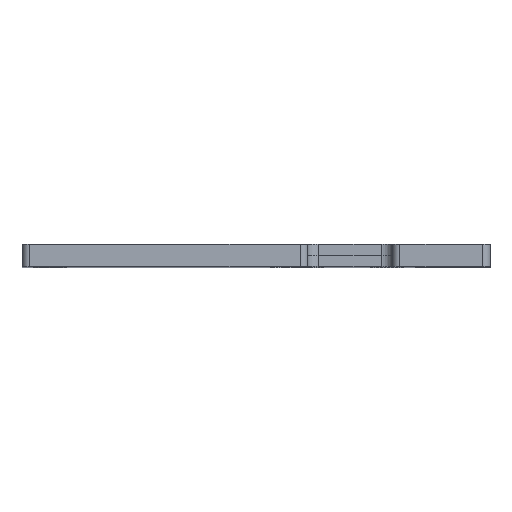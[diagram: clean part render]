
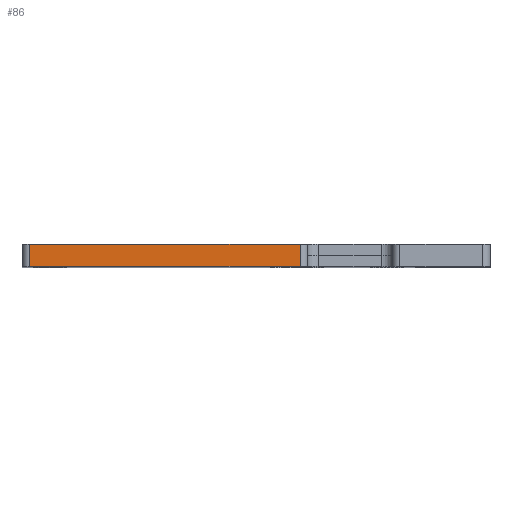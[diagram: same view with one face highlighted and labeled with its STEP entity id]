
A CAD part, top view. The second image highlights one B-rep face of the part: STEP entity #86.
In plain terms, the highlighted planar face has unit normal (0, 0, 1).
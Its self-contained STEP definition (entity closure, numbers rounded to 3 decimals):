
#7 = ORIENTED_EDGE ( 'NONE', *, *, #1443, .T. ) ;
#86 = ADVANCED_FACE ( 'NONE', ( #2818 ), #1520, .F. ) ;
#244 = VERTEX_POINT ( 'NONE', #1182 ) ;
#340 = CARTESIAN_POINT ( 'NONE',  ( 37.75, 0., 0. ) ) ;
#384 = CARTESIAN_POINT ( 'NONE',  ( 37.75, 3., 0. ) ) ;
#429 = EDGE_CURVE ( 'NONE', #3833, #4858, #5397, .T. ) ;
#717 = CARTESIAN_POINT ( 'NONE',  ( 1., 3., 0. ) ) ;
#803 = DIRECTION ( 'NONE',  ( 0., -1., 0. ) ) ;
#1182 = CARTESIAN_POINT ( 'NONE',  ( 1., 0., 0. ) ) ;
#1252 = CARTESIAN_POINT ( 'NONE',  ( 1., 3., 0. ) ) ;
#1443 = EDGE_CURVE ( 'NONE', #244, #4858, #5679, .T. ) ;
#1520 = PLANE ( 'NONE',  #3960 ) ;
#1635 = LINE ( 'NONE', #1252, #4916 ) ;
#1768 = VERTEX_POINT ( 'NONE', #717 ) ;
#1943 = CARTESIAN_POINT ( 'NONE',  ( 1., 0., 0. ) ) ;
#1969 = VECTOR ( 'NONE', #4915, 1000. ) ;
#2000 = CARTESIAN_POINT ( 'NONE',  ( 1., 3., 0. ) ) ;
#2415 = EDGE_CURVE ( 'NONE', #1768, #3833, #3170, .T. ) ;
#2466 = DIRECTION ( 'NONE',  ( -1., 0., 0. ) ) ;
#2649 = VECTOR ( 'NONE', #4229, 1000. ) ;
#2668 = ORIENTED_EDGE ( 'NONE', *, *, #4547, .T. ) ;
#2818 = FACE_OUTER_BOUND ( 'NONE', #4859, .T. ) ;
#2972 = ORIENTED_EDGE ( 'NONE', *, *, #2415, .F. ) ;
#3075 = CARTESIAN_POINT ( 'NONE',  ( 37.75, 3., 0. ) ) ;
#3170 = LINE ( 'NONE', #3309, #2649 ) ;
#3261 = DIRECTION ( 'NONE',  ( 0., -1., 0. ) ) ;
#3309 = CARTESIAN_POINT ( 'NONE',  ( 1., 3., 0. ) ) ;
#3833 = VERTEX_POINT ( 'NONE', #3075 ) ;
#3960 = AXIS2_PLACEMENT_3D ( 'NONE', #2000, #5318, #2466 ) ;
#4160 = VECTOR ( 'NONE', #3261, 1000. ) ;
#4229 = DIRECTION ( 'NONE',  ( 1., 0., 0. ) ) ;
#4547 = EDGE_CURVE ( 'NONE', #1768, #244, #1635, .T. ) ;
#4858 = VERTEX_POINT ( 'NONE', #340 ) ;
#4859 = EDGE_LOOP ( 'NONE', ( #7, #5960, #2972, #2668 ) ) ;
#4915 = DIRECTION ( 'NONE',  ( 1., 0., 0. ) ) ;
#4916 = VECTOR ( 'NONE', #803, 1000. ) ;
#5318 = DIRECTION ( 'NONE',  ( 0., 0., -1. ) ) ;
#5397 = LINE ( 'NONE', #384, #4160 ) ;
#5679 = LINE ( 'NONE', #1943, #1969 ) ;
#5960 = ORIENTED_EDGE ( 'NONE', *, *, #429, .F. ) ;
